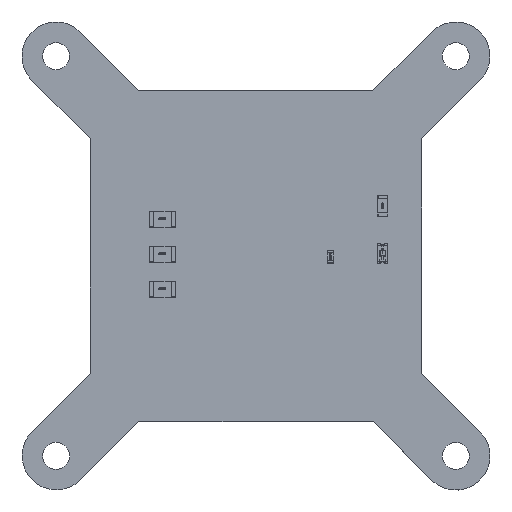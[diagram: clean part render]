
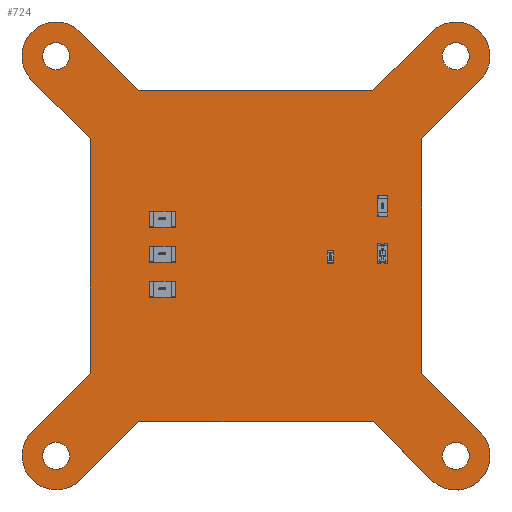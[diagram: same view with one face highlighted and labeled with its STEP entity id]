
A CAD part, top view. The second image highlights one B-rep face of the part: STEP entity #724.
In plain terms, the highlighted planar face has unit normal (0, 0, 1).
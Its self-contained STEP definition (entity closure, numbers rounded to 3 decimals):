
#59 = VERTEX_POINT('',#60);
#60 = CARTESIAN_POINT('',(72.921,60.437,0.));
#66 = EDGE_CURVE('',#59,#67,#69,.T.);
#67 = VERTEX_POINT('',#68);
#68 = CARTESIAN_POINT('',(76.693,56.665,0.));
#69 = CIRCLE('',#70,2.667);
#70 = AXIS2_PLACEMENT_3D('',#71,#72,#73);
#71 = CARTESIAN_POINT('',(74.807,58.551,0.));
#72 = DIRECTION('',(0.,0.,1.));
#73 = DIRECTION('',(-0.707,0.707,0.));
#99 = EDGE_CURVE('',#67,#100,#102,.T.);
#100 = VERTEX_POINT('',#101);
#101 = CARTESIAN_POINT('',(81.223,61.196,0.));
#102 = LINE('',#103,#104);
#103 = CARTESIAN_POINT('',(76.693,56.665,0.));
#104 = VECTOR('',#105,1.);
#105 = DIRECTION('',(0.707,0.707,0.));
#130 = EDGE_CURVE('',#100,#131,#133,.T.);
#131 = VERTEX_POINT('',#132);
#132 = CARTESIAN_POINT('',(99.482,61.175,0.));
#133 = LINE('',#134,#135);
#134 = CARTESIAN_POINT('',(81.223,61.196,0.));
#135 = VECTOR('',#136,1.);
#136 = DIRECTION('',(1.,-0.001,0.));
#161 = EDGE_CURVE('',#131,#162,#164,.T.);
#162 = VERTEX_POINT('',#163);
#163 = CARTESIAN_POINT('',(104.013,56.645,0.));
#164 = LINE('',#165,#166);
#165 = CARTESIAN_POINT('',(99.482,61.175,0.));
#166 = VECTOR('',#167,1.);
#167 = DIRECTION('',(0.707,-0.707,0.));
#192 = EDGE_CURVE('',#162,#193,#195,.T.);
#193 = VERTEX_POINT('',#194);
#194 = CARTESIAN_POINT('',(107.785,60.417,0.));
#195 = CIRCLE('',#196,2.667);
#196 = AXIS2_PLACEMENT_3D('',#197,#198,#199);
#197 = CARTESIAN_POINT('',(105.899,58.531,0.));
#198 = DIRECTION('',(0.,0.,1.));
#199 = DIRECTION('',(-0.707,-0.707,0.));
#225 = EDGE_CURVE('',#193,#226,#228,.T.);
#226 = VERTEX_POINT('',#227);
#227 = CARTESIAN_POINT('',(103.234,64.967,0.));
#228 = LINE('',#229,#230);
#229 = CARTESIAN_POINT('',(107.785,60.417,0.));
#230 = VECTOR('',#231,1.);
#231 = DIRECTION('',(-0.707,0.707,0.));
#256 = EDGE_CURVE('',#226,#257,#259,.T.);
#257 = VERTEX_POINT('',#258);
#258 = CARTESIAN_POINT('',(103.234,83.206,0.));
#259 = LINE('',#260,#261);
#260 = CARTESIAN_POINT('',(103.234,64.967,0.));
#261 = VECTOR('',#262,1.);
#262 = DIRECTION('',(0.,1.,0.));
#287 = EDGE_CURVE('',#257,#288,#290,.T.);
#288 = VERTEX_POINT('',#289);
#289 = CARTESIAN_POINT('',(107.785,87.758,0.));
#290 = LINE('',#291,#292);
#291 = CARTESIAN_POINT('',(103.234,83.206,0.));
#292 = VECTOR('',#293,1.);
#293 = DIRECTION('',(0.707,0.707,0.));
#318 = EDGE_CURVE('',#288,#319,#321,.T.);
#319 = VERTEX_POINT('',#320);
#320 = CARTESIAN_POINT('',(103.993,91.508,0.));
#321 = CIRCLE('',#322,2.667);
#322 = AXIS2_PLACEMENT_3D('',#323,#324,#325);
#323 = CARTESIAN_POINT('',(105.899,89.644,0.));
#324 = DIRECTION('',(0.,0.,1.));
#325 = DIRECTION('',(0.707,-0.707,0.));
#351 = EDGE_CURVE('',#319,#352,#354,.T.);
#352 = VERTEX_POINT('',#353);
#353 = CARTESIAN_POINT('',(99.442,86.998,0.));
#354 = LINE('',#355,#356);
#355 = CARTESIAN_POINT('',(103.993,91.508,0.));
#356 = VECTOR('',#357,1.);
#357 = DIRECTION('',(-0.71,-0.704,0.));
#382 = EDGE_CURVE('',#352,#383,#385,.T.);
#383 = VERTEX_POINT('',#384);
#384 = CARTESIAN_POINT('',(81.203,86.998,0.));
#385 = LINE('',#386,#387);
#386 = CARTESIAN_POINT('',(99.442,86.998,0.));
#387 = VECTOR('',#388,1.);
#388 = DIRECTION('',(-1.,0.,0.));
#413 = EDGE_CURVE('',#383,#414,#416,.T.);
#414 = VERTEX_POINT('',#415);
#415 = CARTESIAN_POINT('',(76.673,91.529,0.));
#416 = LINE('',#417,#418);
#417 = CARTESIAN_POINT('',(81.203,86.998,0.));
#418 = VECTOR('',#419,1.);
#419 = DIRECTION('',(-0.707,0.707,0.));
#444 = EDGE_CURVE('',#414,#445,#447,.T.);
#445 = VERTEX_POINT('',#446);
#446 = CARTESIAN_POINT('',(72.901,87.757,0.));
#447 = CIRCLE('',#448,2.667);
#448 = AXIS2_PLACEMENT_3D('',#449,#450,#451);
#449 = CARTESIAN_POINT('',(74.787,89.643,0.));
#450 = DIRECTION('',(0.,0.,1.));
#451 = DIRECTION('',(0.707,0.707,0.));
#477 = EDGE_CURVE('',#445,#478,#480,.T.);
#478 = VERTEX_POINT('',#479);
#479 = CARTESIAN_POINT('',(77.431,83.226,0.));
#480 = LINE('',#481,#482);
#481 = CARTESIAN_POINT('',(72.901,87.757,0.));
#482 = VECTOR('',#483,1.);
#483 = DIRECTION('',(0.707,-0.707,0.));
#508 = EDGE_CURVE('',#478,#509,#511,.T.);
#509 = VERTEX_POINT('',#510);
#510 = CARTESIAN_POINT('',(77.452,64.967,0.));
#511 = LINE('',#512,#513);
#512 = CARTESIAN_POINT('',(77.431,83.226,0.));
#513 = VECTOR('',#514,1.);
#514 = DIRECTION('',(0.001,-1.,0.));
#539 = EDGE_CURVE('',#509,#59,#540,.T.);
#540 = LINE('',#541,#542);
#541 = CARTESIAN_POINT('',(77.452,64.967,0.));
#542 = VECTOR('',#543,1.);
#543 = DIRECTION('',(-0.707,-0.707,0.));
#563 = VERTEX_POINT('',#564);
#564 = CARTESIAN_POINT('',(75.836,58.531,0.));
#570 = EDGE_CURVE('',#563,#563,#571,.T.);
#571 = CIRCLE('',#572,1.049);
#572 = AXIS2_PLACEMENT_3D('',#573,#574,#575);
#573 = CARTESIAN_POINT('',(74.787,58.531,0.));
#574 = DIRECTION('',(0.,0.,1.));
#575 = DIRECTION('',(1.,0.,0.));
#596 = VERTEX_POINT('',#597);
#597 = CARTESIAN_POINT('',(75.836,89.643,0.));
#603 = EDGE_CURVE('',#596,#596,#604,.T.);
#604 = CIRCLE('',#605,1.049);
#605 = AXIS2_PLACEMENT_3D('',#606,#607,#608);
#606 = CARTESIAN_POINT('',(74.787,89.643,0.));
#607 = DIRECTION('',(0.,0.,1.));
#608 = DIRECTION('',(1.,0.,0.));
#629 = VERTEX_POINT('',#630);
#630 = CARTESIAN_POINT('',(106.948,58.531,0.));
#636 = EDGE_CURVE('',#629,#629,#637,.T.);
#637 = CIRCLE('',#638,1.049);
#638 = AXIS2_PLACEMENT_3D('',#639,#640,#641);
#639 = CARTESIAN_POINT('',(105.899,58.531,0.));
#640 = DIRECTION('',(0.,0.,1.));
#641 = DIRECTION('',(1.,0.,0.));
#662 = VERTEX_POINT('',#663);
#663 = CARTESIAN_POINT('',(106.948,89.643,0.));
#669 = EDGE_CURVE('',#662,#662,#670,.T.);
#670 = CIRCLE('',#671,1.049);
#671 = AXIS2_PLACEMENT_3D('',#672,#673,#674);
#672 = CARTESIAN_POINT('',(105.899,89.643,0.));
#673 = DIRECTION('',(0.,0.,1.));
#674 = DIRECTION('',(1.,0.,0.));
#724 = ADVANCED_FACE('',(#725,#743,#746,#749,#752),#755,.F.);
#725 = FACE_BOUND('',#726,.T.);
#726 = EDGE_LOOP('',(#727,#728,#729,#730,#731,#732,#733,#734,#735,#736,
    #737,#738,#739,#740,#741,#742));
#727 = ORIENTED_EDGE('',*,*,#66,.T.);
#728 = ORIENTED_EDGE('',*,*,#99,.T.);
#729 = ORIENTED_EDGE('',*,*,#130,.T.);
#730 = ORIENTED_EDGE('',*,*,#161,.T.);
#731 = ORIENTED_EDGE('',*,*,#192,.T.);
#732 = ORIENTED_EDGE('',*,*,#225,.T.);
#733 = ORIENTED_EDGE('',*,*,#256,.T.);
#734 = ORIENTED_EDGE('',*,*,#287,.T.);
#735 = ORIENTED_EDGE('',*,*,#318,.T.);
#736 = ORIENTED_EDGE('',*,*,#351,.T.);
#737 = ORIENTED_EDGE('',*,*,#382,.T.);
#738 = ORIENTED_EDGE('',*,*,#413,.T.);
#739 = ORIENTED_EDGE('',*,*,#444,.T.);
#740 = ORIENTED_EDGE('',*,*,#477,.T.);
#741 = ORIENTED_EDGE('',*,*,#508,.T.);
#742 = ORIENTED_EDGE('',*,*,#539,.T.);
#743 = FACE_BOUND('',#744,.F.);
#744 = EDGE_LOOP('',(#745));
#745 = ORIENTED_EDGE('',*,*,#570,.T.);
#746 = FACE_BOUND('',#747,.F.);
#747 = EDGE_LOOP('',(#748));
#748 = ORIENTED_EDGE('',*,*,#603,.T.);
#749 = FACE_BOUND('',#750,.F.);
#750 = EDGE_LOOP('',(#751));
#751 = ORIENTED_EDGE('',*,*,#636,.T.);
#752 = FACE_BOUND('',#753,.F.);
#753 = EDGE_LOOP('',(#754));
#754 = ORIENTED_EDGE('',*,*,#669,.T.);
#755 = PLANE('',#756);
#756 = AXIS2_PLACEMENT_3D('',#757,#758,#759);
#757 = CARTESIAN_POINT('',(72.921,60.437,0.));
#758 = DIRECTION('',(0.,0.,-1.));
#759 = DIRECTION('',(-1.,0.,0.));
